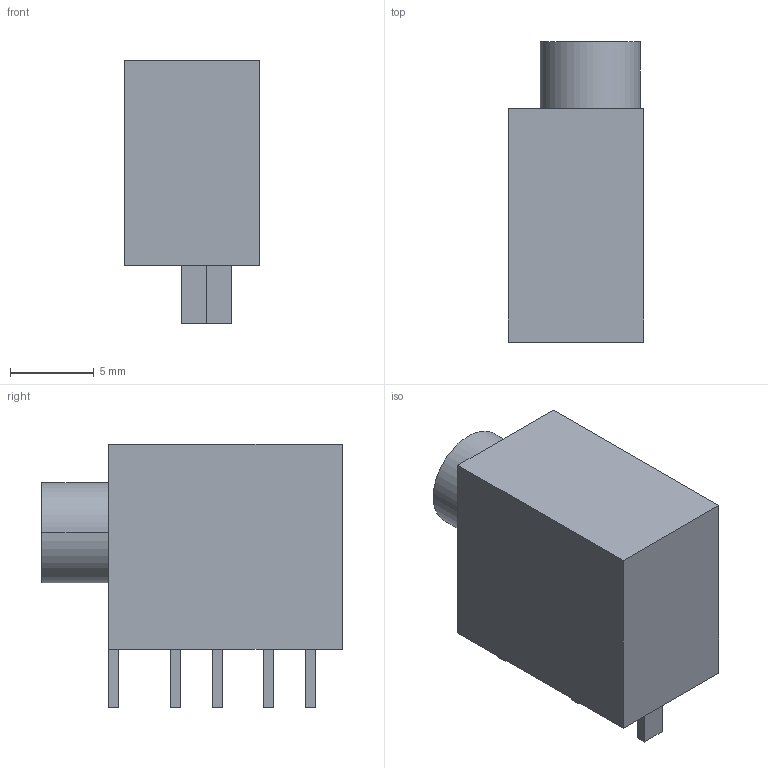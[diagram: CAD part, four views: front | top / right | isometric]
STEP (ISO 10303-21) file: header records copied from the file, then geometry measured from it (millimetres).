
FILE_DESCRIPTION(/* description */ (''),/* implementation_level */ '2;1');
FILE_NAME(/* name */ '150428_jack',/* time_stamp */ '2015-04-28T00:34:00+02:00',/* author */ (''),/* organization */ (''),/* preprocessor_version */ 'ST-DEVELOPER v15',/* originating_system */ '',/* authorisation */ '');
FILE_SCHEMA (('AUTOMOTIVE_DESIGN'));
Length unit declared in the file: millimetre
Products named in the file (1): Document
Bounding box: 8.1 x 18 x 15.8 mm (x, y, z)
Volume: 1483.2 mm3; surface area: 964.8 mm2
Topology: 1 solids, 1 shells, 37 faces, 85 edges, 56 vertices
Faces by surface type: plane 33, bspline 4
Entity records: 965 total; most frequent: CARTESIAN_POINT 325, ORIENTED_EDGE 170, EDGE_CURVE 85, B_SPLINE_CURVE_WITH_KNOTS 73, VERTEX_POINT 56, EDGE_LOOP 43, ADVANCED_FACE 37, FACE_OUTER_BOUND 37
